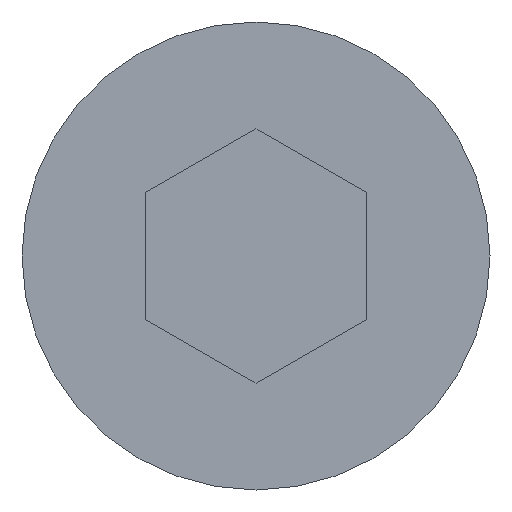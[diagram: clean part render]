
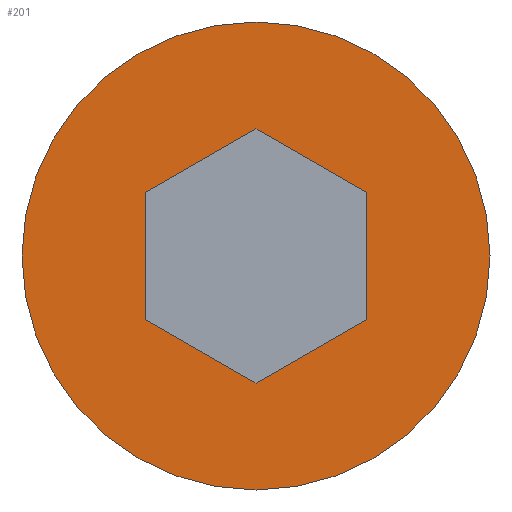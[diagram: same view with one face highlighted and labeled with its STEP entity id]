
A CAD part, left-side view. The second image highlights one B-rep face of the part: STEP entity #201.
In plain terms, the highlighted planar face has unit normal (-1, 0, 0).
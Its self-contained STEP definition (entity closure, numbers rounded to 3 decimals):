
#2 = CARTESIAN_POINT ( 'NONE',  ( 15., 4.25, -2.309 ) ) ;
#5 = DIRECTION ( 'NONE',  ( 0., -0.866, -0.5 ) ) ;
#13 = PLANE ( 'NONE',  #186 ) ;
#27 = VECTOR ( 'NONE', #280, 1000. ) ;
#28 = ORIENTED_EDGE ( 'NONE', *, *, #84, .T. ) ;
#31 = FACE_BOUND ( 'NONE', #207, .T. ) ;
#51 = CARTESIAN_POINT ( 'NONE',  ( 15., 7.53, 0. ) ) ;
#57 = ORIENTED_EDGE ( 'NONE', *, *, #71, .F. ) ;
#66 = CARTESIAN_POINT ( 'NONE',  ( 15., 4.25, 0. ) ) ;
#71 = EDGE_CURVE ( 'NONE', #459, #127, #295, .T. ) ;
#72 = VECTOR ( 'NONE', #429, 1000. ) ;
#82 = CARTESIAN_POINT ( 'NONE',  ( 15., 4.25, -2.309 ) ) ;
#83 = VERTEX_POINT ( 'NONE', #362 ) ;
#84 = EDGE_CURVE ( 'NONE', #184, #217, #418, .T. ) ;
#95 = CARTESIAN_POINT ( 'NONE',  ( 15., 6.25, -1.155 ) ) ;
#108 = CARTESIAN_POINT ( 'NONE',  ( 15., 4.25, 2.309 ) ) ;
#111 = CARTESIAN_POINT ( 'NONE',  ( 15., 4.25, -4.25 ) ) ;
#116 = LINE ( 'NONE', #338, #478 ) ;
#117 = DIRECTION ( 'NONE',  ( 0., 0.866, 0.5 ) ) ;
#127 = VERTEX_POINT ( 'NONE', #442 ) ;
#139 = VERTEX_POINT ( 'NONE', #302 ) ;
#169 = AXIS2_PLACEMENT_3D ( 'NONE', #66, #188, #330 ) ;
#173 = DIRECTION ( 'NONE',  ( 0., 0., -1. ) ) ;
#174 = VECTOR ( 'NONE', #405, 1000. ) ;
#184 = VERTEX_POINT ( 'NONE', #82 ) ;
#186 = AXIS2_PLACEMENT_3D ( 'NONE', #51, #412, #305 ) ;
#188 = DIRECTION ( 'NONE',  ( 1., 0., 0. ) ) ;
#201 = ADVANCED_FACE ( 'NONE', ( #31, #227 ), #13, .T. ) ;
#204 = LINE ( 'NONE', #361, #72 ) ;
#207 = EDGE_LOOP ( 'NONE', ( #308, #28, #297, #366, #328, #228 ) ) ;
#217 = VERTEX_POINT ( 'NONE', #95 ) ;
#227 = FACE_OUTER_BOUND ( 'NONE', #447, .T. ) ;
#228 = ORIENTED_EDGE ( 'NONE', *, *, #242, .T. ) ;
#233 = LINE ( 'NONE', #352, #27 ) ;
#242 = EDGE_CURVE ( 'NONE', #83, #440, #233, .T. ) ;
#245 = DIRECTION ( 'NONE',  ( 1., 0., 0. ) ) ;
#248 = AXIS2_PLACEMENT_3D ( 'NONE', #326, #245, #173 ) ;
#252 = CARTESIAN_POINT ( 'NONE',  ( 15., 2.25, -1.155 ) ) ;
#261 = DIRECTION ( 'NONE',  ( 0., 0.866, -0.5 ) ) ;
#266 = LINE ( 'NONE', #108, #435 ) ;
#275 = VECTOR ( 'NONE', #117, 1000. ) ;
#280 = DIRECTION ( 'NONE',  ( 0., 0., -1. ) ) ;
#295 = CIRCLE ( 'NONE', #169, 4.25 ) ;
#297 = ORIENTED_EDGE ( 'NONE', *, *, #359, .T. ) ;
#302 = CARTESIAN_POINT ( 'NONE',  ( 15., 4.25, 2.309 ) ) ;
#305 = DIRECTION ( 'NONE',  ( 0., 0., 1. ) ) ;
#307 = EDGE_CURVE ( 'NONE', #127, #459, #416, .T. ) ;
#308 = ORIENTED_EDGE ( 'NONE', *, *, #364, .T. ) ;
#318 = EDGE_CURVE ( 'NONE', #369, #139, #204, .T. ) ;
#326 = CARTESIAN_POINT ( 'NONE',  ( 15., 4.25, 0. ) ) ;
#328 = ORIENTED_EDGE ( 'NONE', *, *, #399, .T. ) ;
#330 = DIRECTION ( 'NONE',  ( 0., 0., -1. ) ) ;
#335 = CARTESIAN_POINT ( 'NONE',  ( 15., 6.25, 1.155 ) ) ;
#338 = CARTESIAN_POINT ( 'NONE',  ( 15., 2.25, -1.155 ) ) ;
#346 = LINE ( 'NONE', #392, #174 ) ;
#352 = CARTESIAN_POINT ( 'NONE',  ( 15., 2.25, 0. ) ) ;
#359 = EDGE_CURVE ( 'NONE', #217, #369, #346, .T. ) ;
#361 = CARTESIAN_POINT ( 'NONE',  ( 15., 6.25, 1.155 ) ) ;
#362 = CARTESIAN_POINT ( 'NONE',  ( 15., 2.25, 1.155 ) ) ;
#364 = EDGE_CURVE ( 'NONE', #440, #184, #116, .T. ) ;
#366 = ORIENTED_EDGE ( 'NONE', *, *, #318, .T. ) ;
#368 = ORIENTED_EDGE ( 'NONE', *, *, #307, .F. ) ;
#369 = VERTEX_POINT ( 'NONE', #335 ) ;
#392 = CARTESIAN_POINT ( 'NONE',  ( 15., 6.25, 0. ) ) ;
#399 = EDGE_CURVE ( 'NONE', #139, #83, #266, .T. ) ;
#405 = DIRECTION ( 'NONE',  ( 0., 0., 1. ) ) ;
#412 = DIRECTION ( 'NONE',  ( -1., 0., 0. ) ) ;
#416 = CIRCLE ( 'NONE', #248, 4.25 ) ;
#418 = LINE ( 'NONE', #2, #275 ) ;
#429 = DIRECTION ( 'NONE',  ( 0., -0.866, 0.5 ) ) ;
#435 = VECTOR ( 'NONE', #5, 1000. ) ;
#440 = VERTEX_POINT ( 'NONE', #252 ) ;
#442 = CARTESIAN_POINT ( 'NONE',  ( 15., 4.25, 4.25 ) ) ;
#447 = EDGE_LOOP ( 'NONE', ( #57, #368 ) ) ;
#459 = VERTEX_POINT ( 'NONE', #111 ) ;
#478 = VECTOR ( 'NONE', #261, 1000. ) ;
